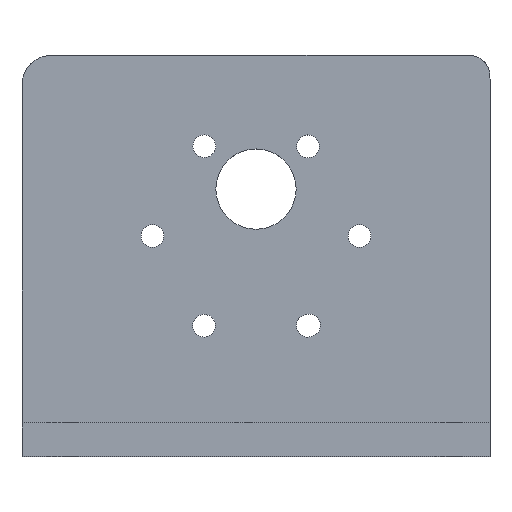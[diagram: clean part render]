
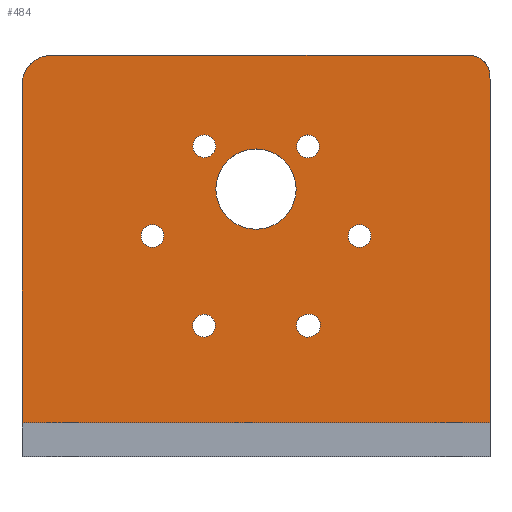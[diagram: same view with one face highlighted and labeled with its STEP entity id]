
A CAD part, top view. The second image highlights one B-rep face of the part: STEP entity #484.
In plain terms, the highlighted planar face has unit normal (0, 0, 1).
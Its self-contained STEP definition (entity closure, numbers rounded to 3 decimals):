
#22=FACE_BOUND('',#90,.T.);
#23=FACE_BOUND('',#91,.T.);
#24=FACE_BOUND('',#92,.T.);
#25=FACE_BOUND('',#93,.T.);
#26=FACE_BOUND('',#94,.T.);
#27=FACE_BOUND('',#95,.T.);
#28=FACE_BOUND('',#96,.T.);
#35=PLANE('',#548);
#41=B_SPLINE_CURVE_WITH_KNOTS('',3,(#750,#751,#752,#753,#754,#755,#756,
#757,#758,#759,#760,#761,#762,#763,#764,#765,#766,#767,#768,#769,#770,#771),
 .UNSPECIFIED.,.F.,.F.,(4,3,3,3,3,3,3,4),(0.,0.097,0.194,
0.291,0.389,0.486,0.583,
0.68),.UNSPECIFIED.);
#45=B_SPLINE_CURVE_WITH_KNOTS('',3,(#901,#902,#903,#904,#905,#906,#907,
#908,#909,#910,#911,#912,#913,#914,#915,#916,#917,#918,#919,#920,#921,#922),
 .UNSPECIFIED.,.F.,.F.,(4,3,3,3,3,3,3,4),(0.,0.069,
0.206,0.24,0.275,0.343,
0.412,0.481),.UNSPECIFIED.);
#62=FACE_OUTER_BOUND('',#89,.T.);
#89=EDGE_LOOP('',(#403,#404,#405,#406,#407,#408));
#90=EDGE_LOOP('',(#409,#410));
#91=EDGE_LOOP('',(#411,#412));
#92=EDGE_LOOP('',(#413,#414));
#93=EDGE_LOOP('',(#415,#416));
#94=EDGE_LOOP('',(#417,#418));
#95=EDGE_LOOP('',(#419,#420));
#96=EDGE_LOOP('',(#421,#422));
#114=LINE('',#855,#142);
#123=LINE('',#977,#151);
#124=LINE('',#979,#152);
#125=LINE('',#980,#153);
#142=VECTOR('',#606,10.);
#151=VECTOR('',#665,10.);
#152=VECTOR('',#666,10.);
#153=VECTOR('',#667,10.);
#165=CIRCLE('',#508,6.);
#166=CIRCLE('',#509,6.);
#179=CIRCLE('',#525,1.7);
#180=CIRCLE('',#526,1.7);
#181=CIRCLE('',#528,1.7);
#182=CIRCLE('',#530,1.7);
#183=CIRCLE('',#532,1.7);
#184=CIRCLE('',#533,1.7);
#185=CIRCLE('',#535,1.7);
#186=CIRCLE('',#536,1.7);
#187=CIRCLE('',#538,1.7);
#188=CIRCLE('',#539,1.7);
#193=CIRCLE('',#546,1.7);
#194=CIRCLE('',#547,1.7);
#201=VERTEX_POINT('',#703);
#202=VERTEX_POINT('',#705);
#203=VERTEX_POINT('',#748);
#204=VERTEX_POINT('',#749);
#223=VERTEX_POINT('',#854);
#224=VERTEX_POINT('',#900);
#225=VERTEX_POINT('',#928);
#226=VERTEX_POINT('',#930);
#227=VERTEX_POINT('',#934);
#228=VERTEX_POINT('',#936);
#229=VERTEX_POINT('',#942);
#230=VERTEX_POINT('',#944);
#231=VERTEX_POINT('',#948);
#232=VERTEX_POINT('',#950);
#233=VERTEX_POINT('',#954);
#234=VERTEX_POINT('',#956);
#239=VERTEX_POINT('',#970);
#240=VERTEX_POINT('',#972);
#241=VERTEX_POINT('',#976);
#242=VERTEX_POINT('',#978);
#254=EDGE_CURVE('',#202,#201,#165,.T.);
#255=EDGE_CURVE('',#201,#202,#166,.T.);
#256=EDGE_CURVE('',#203,#204,#41,.T.);
#277=EDGE_CURVE('',#223,#204,#114,.T.);
#279=EDGE_CURVE('',#223,#224,#45,.T.);
#282=EDGE_CURVE('',#226,#225,#179,.T.);
#283=EDGE_CURVE('',#225,#226,#180,.T.);
#285=EDGE_CURVE('',#228,#227,#181,.T.);
#287=EDGE_CURVE('',#227,#228,#182,.T.);
#289=EDGE_CURVE('',#230,#229,#183,.T.);
#290=EDGE_CURVE('',#229,#230,#184,.T.);
#292=EDGE_CURVE('',#232,#231,#185,.T.);
#293=EDGE_CURVE('',#231,#232,#186,.T.);
#295=EDGE_CURVE('',#234,#233,#187,.T.);
#296=EDGE_CURVE('',#233,#234,#188,.T.);
#303=EDGE_CURVE('',#240,#239,#193,.T.);
#304=EDGE_CURVE('',#239,#240,#194,.T.);
#305=EDGE_CURVE('',#203,#241,#123,.T.);
#306=EDGE_CURVE('',#242,#241,#124,.T.);
#307=EDGE_CURVE('',#242,#224,#125,.T.);
#403=ORIENTED_EDGE('',*,*,#256,.F.);
#404=ORIENTED_EDGE('',*,*,#305,.T.);
#405=ORIENTED_EDGE('',*,*,#306,.F.);
#406=ORIENTED_EDGE('',*,*,#307,.T.);
#407=ORIENTED_EDGE('',*,*,#279,.F.);
#408=ORIENTED_EDGE('',*,*,#277,.T.);
#409=ORIENTED_EDGE('',*,*,#254,.T.);
#410=ORIENTED_EDGE('',*,*,#255,.T.);
#411=ORIENTED_EDGE('',*,*,#282,.T.);
#412=ORIENTED_EDGE('',*,*,#283,.T.);
#413=ORIENTED_EDGE('',*,*,#285,.T.);
#414=ORIENTED_EDGE('',*,*,#287,.T.);
#415=ORIENTED_EDGE('',*,*,#289,.T.);
#416=ORIENTED_EDGE('',*,*,#290,.T.);
#417=ORIENTED_EDGE('',*,*,#292,.T.);
#418=ORIENTED_EDGE('',*,*,#293,.T.);
#419=ORIENTED_EDGE('',*,*,#295,.T.);
#420=ORIENTED_EDGE('',*,*,#296,.T.);
#421=ORIENTED_EDGE('',*,*,#303,.T.);
#422=ORIENTED_EDGE('',*,*,#304,.T.);
#484=ADVANCED_FACE('',(#62,#22,#23,#24,#25,#26,#27,#28),#35,.T.);
#508=AXIS2_PLACEMENT_3D('',#706,#568,#569);
#509=AXIS2_PLACEMENT_3D('',#707,#570,#571);
#525=AXIS2_PLACEMENT_3D('',#931,#610,#611);
#526=AXIS2_PLACEMENT_3D('',#932,#612,#613);
#528=AXIS2_PLACEMENT_3D('',#937,#617,#618);
#530=AXIS2_PLACEMENT_3D('',#940,#622,#623);
#532=AXIS2_PLACEMENT_3D('',#945,#627,#628);
#533=AXIS2_PLACEMENT_3D('',#946,#629,#630);
#535=AXIS2_PLACEMENT_3D('',#951,#634,#635);
#536=AXIS2_PLACEMENT_3D('',#952,#636,#637);
#538=AXIS2_PLACEMENT_3D('',#957,#641,#642);
#539=AXIS2_PLACEMENT_3D('',#958,#643,#644);
#546=AXIS2_PLACEMENT_3D('',#973,#659,#660);
#547=AXIS2_PLACEMENT_3D('',#974,#661,#662);
#548=AXIS2_PLACEMENT_3D('',#975,#663,#664);
#568=DIRECTION('center_axis',(0.,0.,-1.));
#569=DIRECTION('ref_axis',(-1.,0.,0.));
#570=DIRECTION('center_axis',(0.,0.,-1.));
#571=DIRECTION('ref_axis',(-1.,0.,0.));
#606=DIRECTION('',(-1.,0.,0.));
#610=DIRECTION('center_axis',(0.,0.,-1.));
#611=DIRECTION('ref_axis',(-1.,0.,0.));
#612=DIRECTION('center_axis',(0.,0.,-1.));
#613=DIRECTION('ref_axis',(-1.,0.,0.));
#617=DIRECTION('center_axis',(0.,0.,-1.));
#618=DIRECTION('ref_axis',(-1.,0.,0.));
#622=DIRECTION('center_axis',(0.,0.,-1.));
#623=DIRECTION('ref_axis',(-1.,0.,0.));
#627=DIRECTION('center_axis',(0.,0.,-1.));
#628=DIRECTION('ref_axis',(-1.,0.,0.));
#629=DIRECTION('center_axis',(0.,0.,-1.));
#630=DIRECTION('ref_axis',(-1.,0.,0.));
#634=DIRECTION('center_axis',(0.,0.,-1.));
#635=DIRECTION('ref_axis',(-1.,0.,0.));
#636=DIRECTION('center_axis',(0.,0.,-1.));
#637=DIRECTION('ref_axis',(-1.,0.,0.));
#641=DIRECTION('center_axis',(0.,0.,-1.));
#642=DIRECTION('ref_axis',(-1.,0.,0.));
#643=DIRECTION('center_axis',(0.,0.,-1.));
#644=DIRECTION('ref_axis',(-1.,0.,0.));
#659=DIRECTION('center_axis',(0.,0.,-1.));
#660=DIRECTION('ref_axis',(-1.,0.,0.));
#661=DIRECTION('center_axis',(0.,0.,-1.));
#662=DIRECTION('ref_axis',(-1.,0.,0.));
#663=DIRECTION('center_axis',(0.,0.,1.));
#664=DIRECTION('ref_axis',(1.,0.,0.));
#665=DIRECTION('',(0.,-1.,0.));
#666=DIRECTION('',(-1.,0.,0.));
#667=DIRECTION('',(0.,1.,0.));
#703=CARTESIAN_POINT('',(41.,40.,10.));
#705=CARTESIAN_POINT('',(29.,40.,10.));
#706=CARTESIAN_POINT('Origin',(35.,40.,10.));
#707=CARTESIAN_POINT('Origin',(35.,40.,10.));
#748=CARTESIAN_POINT('',(0.,55.,10.));
#749=CARTESIAN_POINT('',(5.,60.,10.));
#750=CARTESIAN_POINT('Ctrl Pts',(0.,55.,10.));
#751=CARTESIAN_POINT('Ctrl Pts',(0.,55.374,10.));
#752=CARTESIAN_POINT('Ctrl Pts',(0.002,55.744,10.));
#753=CARTESIAN_POINT('Ctrl Pts',(0.044,56.113,10.));
#754=CARTESIAN_POINT('Ctrl Pts',(0.086,56.481,10.));
#755=CARTESIAN_POINT('Ctrl Pts',(0.168,56.849,10.));
#756=CARTESIAN_POINT('Ctrl Pts',(0.307,57.207,10.));
#757=CARTESIAN_POINT('Ctrl Pts',(0.446,57.566,10.));
#758=CARTESIAN_POINT('Ctrl Pts',(0.642,57.917,10.));
#759=CARTESIAN_POINT('Ctrl Pts',(0.889,58.241,10.));
#760=CARTESIAN_POINT('Ctrl Pts',(1.136,58.566,10.));
#761=CARTESIAN_POINT('Ctrl Pts',(1.435,58.864,10.));
#762=CARTESIAN_POINT('Ctrl Pts',(1.759,59.111,10.));
#763=CARTESIAN_POINT('Ctrl Pts',(2.083,59.358,10.));
#764=CARTESIAN_POINT('Ctrl Pts',(2.434,59.554,10.));
#765=CARTESIAN_POINT('Ctrl Pts',(2.792,59.693,10.));
#766=CARTESIAN_POINT('Ctrl Pts',(3.151,59.832,10.));
#767=CARTESIAN_POINT('Ctrl Pts',(3.519,59.914,10.));
#768=CARTESIAN_POINT('Ctrl Pts',(3.887,59.956,10.));
#769=CARTESIAN_POINT('Ctrl Pts',(4.256,59.998,10.));
#770=CARTESIAN_POINT('Ctrl Pts',(4.626,60.,10.));
#771=CARTESIAN_POINT('Ctrl Pts',(5.,60.,10.));
#854=CARTESIAN_POINT('',(66.464,60.,10.));
#855=CARTESIAN_POINT('',(70.,60.,10.));
#900=CARTESIAN_POINT('',(70.,56.464,10.));
#901=CARTESIAN_POINT('Ctrl Pts',(66.464,60.,10.));
#902=CARTESIAN_POINT('Ctrl Pts',(66.729,60.,10.));
#903=CARTESIAN_POINT('Ctrl Pts',(66.989,60.002,10.));
#904=CARTESIAN_POINT('Ctrl Pts',(67.25,59.971,10.));
#905=CARTESIAN_POINT('Ctrl Pts',(67.772,59.911,10.));
#906=CARTESIAN_POINT('Ctrl Pts',(68.297,59.723,10.));
#907=CARTESIAN_POINT('Ctrl Pts',(68.755,59.374,10.));
#908=CARTESIAN_POINT('Ctrl Pts',(68.87,59.286,10.));
#909=CARTESIAN_POINT('Ctrl Pts',(68.98,59.189,10.));
#910=CARTESIAN_POINT('Ctrl Pts',(69.084,59.086,10.));
#911=CARTESIAN_POINT('Ctrl Pts',(69.187,58.982,10.));
#912=CARTESIAN_POINT('Ctrl Pts',(69.283,58.872,10.));
#913=CARTESIAN_POINT('Ctrl Pts',(69.371,58.758,10.));
#914=CARTESIAN_POINT('Ctrl Pts',(69.545,58.528,10.));
#915=CARTESIAN_POINT('Ctrl Pts',(69.684,58.28,10.));
#916=CARTESIAN_POINT('Ctrl Pts',(69.783,58.026,10.));
#917=CARTESIAN_POINT('Ctrl Pts',(69.881,57.772,10.));
#918=CARTESIAN_POINT('Ctrl Pts',(69.939,57.513,10.));
#919=CARTESIAN_POINT('Ctrl Pts',(69.969,57.252,10.));
#920=CARTESIAN_POINT('Ctrl Pts',(69.998,56.991,10.));
#921=CARTESIAN_POINT('Ctrl Pts',(70.,56.729,10.));
#922=CARTESIAN_POINT('Ctrl Pts',(70.,56.464,10.));
#928=CARTESIAN_POINT('',(28.935,19.568,10.));
#930=CARTESIAN_POINT('',(25.535,19.568,10.));
#931=CARTESIAN_POINT('Origin',(27.235,19.568,10.));
#932=CARTESIAN_POINT('Origin',(27.235,19.568,10.));
#934=CARTESIAN_POINT('',(43.346,17.967,10.));
#936=CARTESIAN_POINT('',(42.333,21.208,10.));
#937=CARTESIAN_POINT('Origin',(42.929,19.615,10.));
#940=CARTESIAN_POINT('Origin',(42.75,19.56,10.));
#942=CARTESIAN_POINT('',(44.465,46.398,10.));
#944=CARTESIAN_POINT('',(41.065,46.398,10.));
#945=CARTESIAN_POINT('Origin',(42.765,46.398,10.));
#946=CARTESIAN_POINT('Origin',(42.765,46.398,10.));
#948=CARTESIAN_POINT('',(28.965,46.415,10.));
#950=CARTESIAN_POINT('',(25.565,46.415,10.));
#951=CARTESIAN_POINT('Origin',(27.265,46.415,10.));
#952=CARTESIAN_POINT('Origin',(27.265,46.415,10.));
#954=CARTESIAN_POINT('',(52.2,32.983,10.));
#956=CARTESIAN_POINT('',(48.8,32.983,10.));
#957=CARTESIAN_POINT('Origin',(50.5,32.983,10.));
#958=CARTESIAN_POINT('Origin',(50.5,32.983,10.));
#970=CARTESIAN_POINT('',(21.2,33.,10.));
#972=CARTESIAN_POINT('',(17.8,33.,10.));
#973=CARTESIAN_POINT('Origin',(19.5,33.,10.));
#974=CARTESIAN_POINT('Origin',(19.5,33.,10.));
#975=CARTESIAN_POINT('Origin',(35.,32.5,10.));
#976=CARTESIAN_POINT('',(0.,5.,10.));
#977=CARTESIAN_POINT('',(0.,60.,10.));
#978=CARTESIAN_POINT('',(70.,5.,10.));
#979=CARTESIAN_POINT('',(35.,5.,10.));
#980=CARTESIAN_POINT('',(70.,0.,10.));
